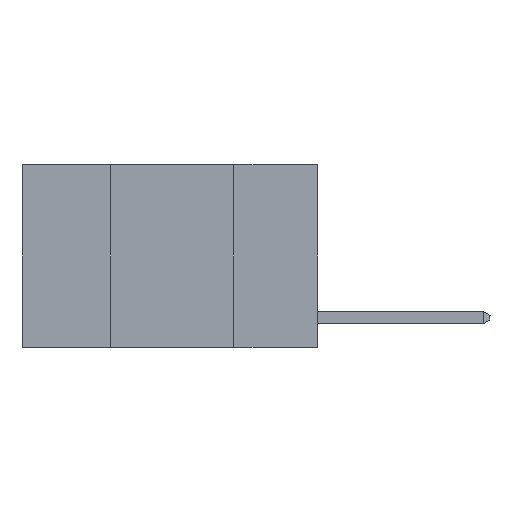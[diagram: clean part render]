
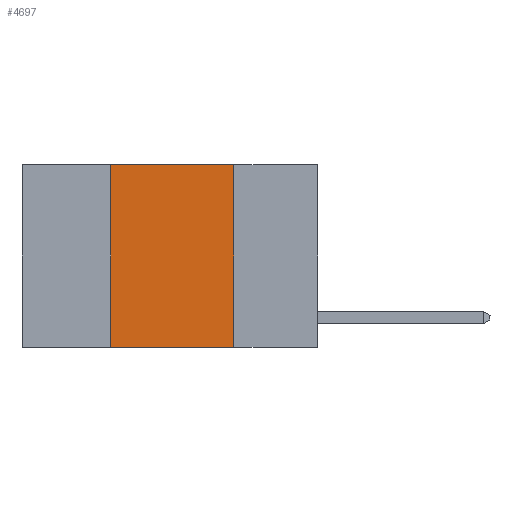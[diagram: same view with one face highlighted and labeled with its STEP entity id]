
A CAD part, left-side view. The second image highlights one B-rep face of the part: STEP entity #4697.
In plain terms, the highlighted planar face has unit normal (-1, 0, 0).
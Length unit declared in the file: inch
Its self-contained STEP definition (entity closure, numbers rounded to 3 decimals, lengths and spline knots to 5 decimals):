
#1149 = ORIENTED_EDGE ( 'NONE', *, *, #7709, .F. ) ;
#1623 = CARTESIAN_POINT ( 'NONE',  ( 0., 0.17, -0.37 ) ) ;
#2004 = CARTESIAN_POINT ( 'NONE',  ( 0., 0.6, 0. ) ) ;
#2316 = EDGE_CURVE ( 'NONE', #5883, #16206, #17633, .T. ) ;
#2474 = DIRECTION ( 'NONE',  ( 0., 0., -1. ) ) ;
#3065 = ORIENTED_EDGE ( 'NONE', *, *, #6765, .T. ) ;
#4326 = AXIS2_PLACEMENT_3D ( 'NONE', #17002, #14692, #2474 ) ;
#4697 = ADVANCED_FACE ( 'NONE', ( #8609 ), #27063, .F. ) ;
#5301 = DIRECTION ( 'NONE',  ( 0., 0., 1. ) ) ;
#5883 = VERTEX_POINT ( 'NONE', #7586 ) ;
#6242 = DIRECTION ( 'NONE',  ( 0., -1., 0. ) ) ;
#6765 = EDGE_CURVE ( 'NONE', #5883, #20986, #12299, .T. ) ;
#7586 = CARTESIAN_POINT ( 'NONE',  ( 0., 0.42, -0.37 ) ) ;
#7663 = CARTESIAN_POINT ( 'NONE',  ( 0., 0.17, 0. ) ) ;
#7709 = EDGE_CURVE ( 'NONE', #7945, #20986, #18658, .T. ) ;
#7945 = VERTEX_POINT ( 'NONE', #7663 ) ;
#8207 = DIRECTION ( 'NONE',  ( 0., 0., -1. ) ) ;
#8609 = FACE_OUTER_BOUND ( 'NONE', #20580, .T. ) ;
#10679 = ORIENTED_EDGE ( 'NONE', *, *, #17933, .F. ) ;
#12299 = LINE ( 'NONE', #22221, #26772 ) ;
#12444 = LINE ( 'NONE', #2004, #24337 ) ;
#13985 = DIRECTION ( 'NONE',  ( 0., -1., 0. ) ) ;
#14692 = DIRECTION ( 'NONE',  ( 1., 0., 0. ) ) ;
#15165 = VECTOR ( 'NONE', #8207, 39.37008 ) ;
#16206 = VERTEX_POINT ( 'NONE', #25134 ) ;
#17002 = CARTESIAN_POINT ( 'NONE',  ( 0., 0.6, 0. ) ) ;
#17633 = LINE ( 'NONE', #26053, #25250 ) ;
#17933 = EDGE_CURVE ( 'NONE', #16206, #7945, #12444, .T. ) ;
#18658 = LINE ( 'NONE', #20607, #15165 ) ;
#20580 = EDGE_LOOP ( 'NONE', ( #1149, #10679, #23028, #3065 ) ) ;
#20607 = CARTESIAN_POINT ( 'NONE',  ( 0., 0.17, 0. ) ) ;
#20986 = VERTEX_POINT ( 'NONE', #1623 ) ;
#22221 = CARTESIAN_POINT ( 'NONE',  ( 0., 0.6, -0.37 ) ) ;
#23028 = ORIENTED_EDGE ( 'NONE', *, *, #2316, .F. ) ;
#24337 = VECTOR ( 'NONE', #6242, 39.37008 ) ;
#25134 = CARTESIAN_POINT ( 'NONE',  ( 0., 0.42, 0. ) ) ;
#25250 = VECTOR ( 'NONE', #5301, 39.37008 ) ;
#26053 = CARTESIAN_POINT ( 'NONE',  ( 0., 0.42, 0. ) ) ;
#26772 = VECTOR ( 'NONE', #13985, 39.37008 ) ;
#27063 = PLANE ( 'NONE',  #4326 ) ;
